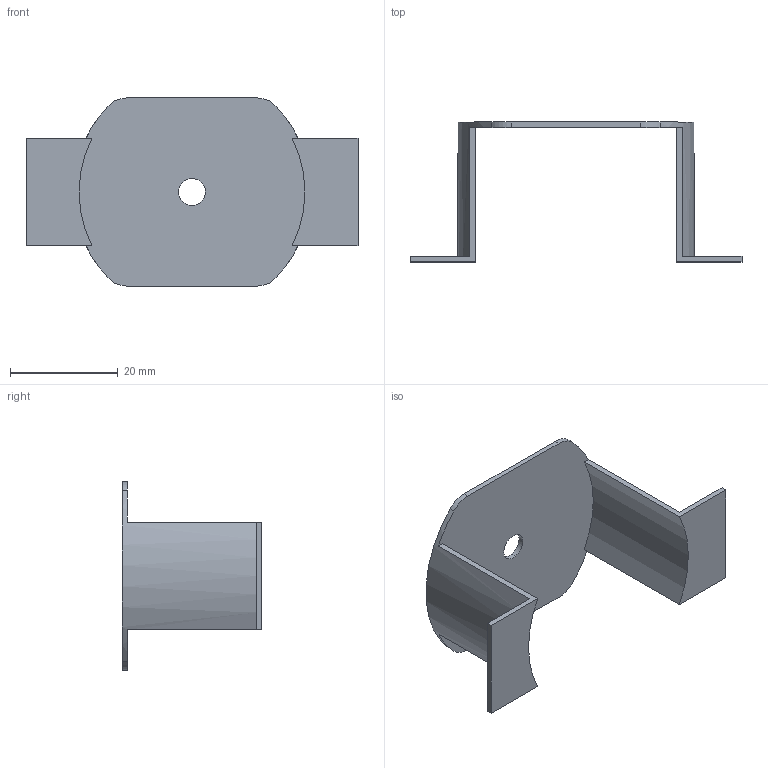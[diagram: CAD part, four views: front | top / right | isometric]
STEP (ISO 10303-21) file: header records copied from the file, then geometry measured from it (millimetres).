
FILE_DESCRIPTION(('produced by SPATIAL CORP'),'2;1');
FILE_NAME('Part27.hh.sat.stp', '2002-04-22T11:44:36+00:00',('SPATIAL CORP'),('SPATIAL CORP'), 'ACIS STEP Husk','http://www.spatial.com','SPATIAL CORP');
FILE_SCHEMA(('CONFIG_CONTROL_DESIGN'));
Length unit declared in the file: millimetre
Products named in the file (1): PRODUCT_ID_1
Bounding box: 61.72 x 26 x 35 mm (x, y, z)
Volume: 2766.7 mm3; surface area: 5838.3 mm2
Topology: 1 solids, 1 shells, 25 faces, 69 edges, 46 vertices
Faces by surface type: plane 14, cylinder 11
Entity records: 867 total; most frequent: ORIENTED_EDGE 138, CARTESIAN_POINT 135, DIRECTION 132, EDGE_CURVE 69, VERTEX_POINT 46, AXIS2_PLACEMENT_3D 45, VECTOR 42, LINE 42
